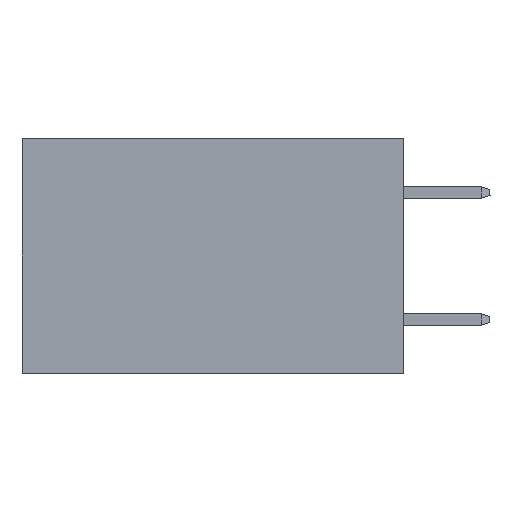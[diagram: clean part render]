
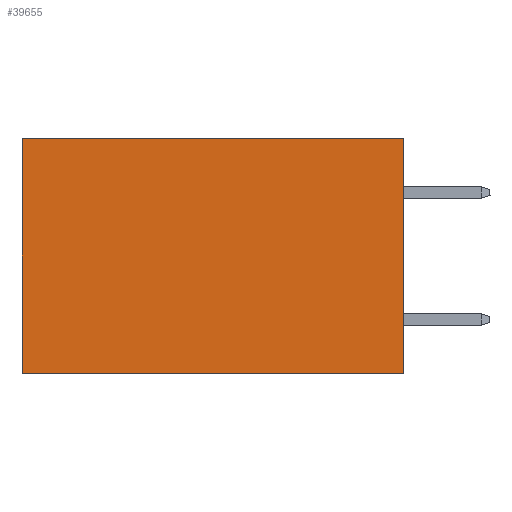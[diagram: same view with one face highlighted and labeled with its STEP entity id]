
A CAD part, left-side view. The second image highlights one B-rep face of the part: STEP entity #39655.
In plain terms, the highlighted planar face has unit normal (-1, 0, 0).
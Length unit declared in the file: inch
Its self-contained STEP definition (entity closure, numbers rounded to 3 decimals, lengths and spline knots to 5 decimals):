
#1614 = CARTESIAN_POINT ( 'NONE',  ( 0.2875, 0.6, -0.37 ) ) ;
#1824 = PLANE ( 'NONE',  #12353 ) ;
#4852 = EDGE_CURVE ( 'NONE', #8902, #11072, #42216, .T. ) ;
#5262 = DIRECTION ( 'NONE',  ( 0., 0., -1. ) ) ;
#5902 = DIRECTION ( 'NONE',  ( 1., 0., 0. ) ) ;
#6259 = DIRECTION ( 'NONE',  ( 0., 1., 0. ) ) ;
#6287 = EDGE_CURVE ( 'NONE', #8902, #27301, #30028, .T. ) ;
#6369 = ORIENTED_EDGE ( 'NONE', *, *, #4852, .T. ) ;
#6796 = CARTESIAN_POINT ( 'NONE',  ( 0.2875, 0., -0.37 ) ) ;
#7125 = DIRECTION ( 'NONE',  ( 0., 1., 0. ) ) ;
#7387 = CARTESIAN_POINT ( 'NONE',  ( 0.2875, 0., 0. ) ) ;
#8902 = VERTEX_POINT ( 'NONE', #39137 ) ;
#10362 = CARTESIAN_POINT ( 'NONE',  ( 0.2875, 0., -0.37 ) ) ;
#10829 = VERTEX_POINT ( 'NONE', #1614 ) ;
#11072 = VERTEX_POINT ( 'NONE', #12164 ) ;
#11524 = ORIENTED_EDGE ( 'NONE', *, *, #19331, .F. ) ;
#12164 = CARTESIAN_POINT ( 'NONE',  ( 0.2875, 0.6, 0. ) ) ;
#12353 = AXIS2_PLACEMENT_3D ( 'NONE', #38433, #5902, #5262 ) ;
#12403 = ORIENTED_EDGE ( 'NONE', *, *, #6287, .F. ) ;
#13399 = ORIENTED_EDGE ( 'NONE', *, *, #16117, .T. ) ;
#13576 = CARTESIAN_POINT ( 'NONE',  ( 0.2875, 0., 0. ) ) ;
#16117 = EDGE_CURVE ( 'NONE', #11072, #10829, #27424, .T. ) ;
#19331 = EDGE_CURVE ( 'NONE', #27301, #10829, #39654, .T. ) ;
#20750 = DIRECTION ( 'NONE',  ( 0., 0., -1. ) ) ;
#23648 = VECTOR ( 'NONE', #7125, 39.37008 ) ;
#24940 = VECTOR ( 'NONE', #37756, 39.37008 ) ;
#25989 = VECTOR ( 'NONE', #6259, 39.37008 ) ;
#27301 = VERTEX_POINT ( 'NONE', #6796 ) ;
#27424 = LINE ( 'NONE', #40780, #24940 ) ;
#30028 = LINE ( 'NONE', #7387, #41201 ) ;
#37756 = DIRECTION ( 'NONE',  ( 0., 0., -1. ) ) ;
#38433 = CARTESIAN_POINT ( 'NONE',  ( 0.2875, 0., 0. ) ) ;
#39137 = CARTESIAN_POINT ( 'NONE',  ( 0.2875, 0., 0. ) ) ;
#39654 = LINE ( 'NONE', #10362, #23648 ) ;
#39655 = ADVANCED_FACE ( 'NONE', ( #41657 ), #1824, .F. ) ;
#40780 = CARTESIAN_POINT ( 'NONE',  ( 0.2875, 0.6, 0. ) ) ;
#40894 = EDGE_LOOP ( 'NONE', ( #13399, #11524, #12403, #6369 ) ) ;
#41201 = VECTOR ( 'NONE', #20750, 39.37008 ) ;
#41657 = FACE_OUTER_BOUND ( 'NONE', #40894, .T. ) ;
#42216 = LINE ( 'NONE', #13576, #25989 ) ;
